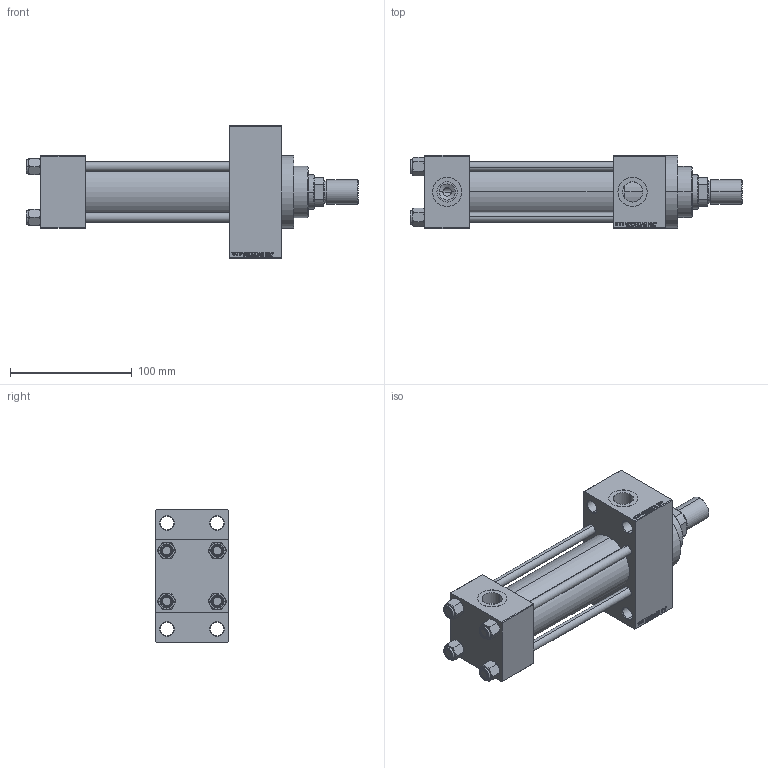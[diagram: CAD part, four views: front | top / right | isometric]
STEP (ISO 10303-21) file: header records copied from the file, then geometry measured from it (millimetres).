
FILE_DESCRIPTION (( 'STEP AP203' ), '1' );
FILE_NAME ('7295.STEP', '2023-08-22T21:19:21', ( '' ), ( '' ), 'SwSTEP 2.0', 'SolidWorks 2019', '' );
FILE_SCHEMA (( 'CONFIG_CONTROL_DESIGN' ));
Length unit declared in the file: millimetre
Products named in the file (7): V215CR_D_TYCINKA 0cc5a2fc9e332f002ed5ebea6a59bba4; V215CR_D_Body 0cc5a2fc9e332f002ed5ebea6a59bba4; NUT_M5_D 0cc5a2fc9e332f002ed5ebea6a59bba4; 7295; V215_VC_A 0cc5a2fc9e332f002ed5ebea6a59bba4; ROD_END_AH 0cc5a2fc9e332f002ed5ebea6a59bba4; V215CR_VCP_D 0cc5a2fc9e332f002ed5ebea6a59bba4
Assembly tree (12 placements, depth 2):
  7295
    V215CR_D_Body 0cc5a2fc9e332f002ed5ebea6a59bba4
    V215CR_VCP_D 0cc5a2fc9e332f002ed5ebea6a59bba4
    NUT_M5_D 0cc5a2fc9e332f002ed5ebea6a59bba4  x4
    V215CR_D_TYCINKA 0cc5a2fc9e332f002ed5ebea6a59bba4  x4
    V215_VC_A 0cc5a2fc9e332f002ed5ebea6a59bba4
    ROD_END_AH 0cc5a2fc9e332f002ed5ebea6a59bba4
Bounding box: 273 x 60 x 109 mm (x, y, z)
Volume: 610854.2 mm3; surface area: 159060 mm2
Topology: 12 solids, 12 shells, 1118 faces, 2781 edges, 1799 vertices
Faces by surface type: plane 502, bspline 368, cone 146, cylinder 92, torus 10
Entity records: 47708 total; most frequent: CARTESIAN_POINT 25132, ORIENTED_EDGE 5054, DIRECTION 3273, EDGE_CURVE 2527, VERTEX_POINT 1655, LINE 1513, VECTOR 1513, EDGE_LOOP 1130
